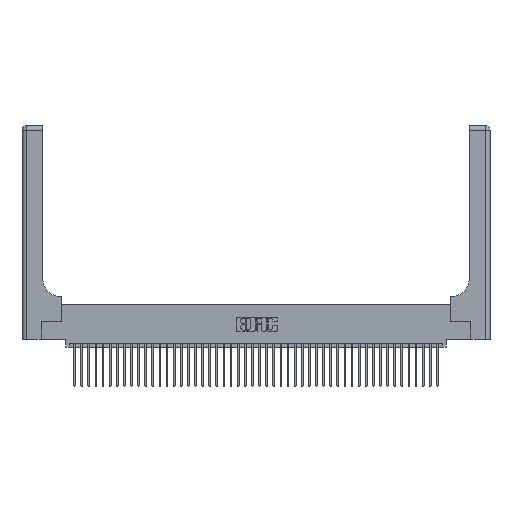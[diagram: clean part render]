
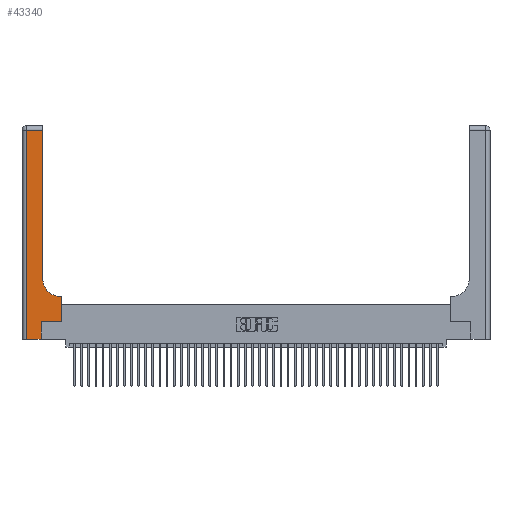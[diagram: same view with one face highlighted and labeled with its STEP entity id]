
A CAD part, top view. The second image highlights one B-rep face of the part: STEP entity #43340.
In plain terms, the highlighted planar face has unit normal (0, 0, 1).
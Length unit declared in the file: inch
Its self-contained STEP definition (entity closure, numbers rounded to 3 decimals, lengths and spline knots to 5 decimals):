
#564 = LINE ( 'NONE', #35436, #43961 ) ;
#1392 = FACE_OUTER_BOUND ( 'NONE', #6273, .T. ) ;
#2460 = CARTESIAN_POINT ( 'NONE',  ( 0.5415, 0.85, 0.37 ) ) ;
#2646 = EDGE_CURVE ( 'NONE', #17233, #32662, #24601, .T. ) ;
#3700 = ORIENTED_EDGE ( 'NONE', *, *, #23061, .T. ) ;
#3828 = VERTEX_POINT ( 'NONE', #42920 ) ;
#4205 = LINE ( 'NONE', #41733, #39990 ) ;
#4293 = VERTEX_POINT ( 'NONE', #26725 ) ;
#4343 = CARTESIAN_POINT ( 'NONE',  ( 0.269, 0., 0.37 ) ) ;
#4738 = CARTESIAN_POINT ( 'NONE',  ( 0.2915, 2.94, 0.37 ) ) ;
#5085 = EDGE_CURVE ( 'NONE', #32662, #35142, #26679, .T. ) ;
#5942 = DIRECTION ( 'NONE',  ( 1., 0., 0. ) ) ;
#6232 = VECTOR ( 'NONE', #11590, 39.37008 ) ;
#6273 = EDGE_LOOP ( 'NONE', ( #9139, #22144, #14566, #33977, #18710, #24682, #3700, #16651, #6977 ) ) ;
#6415 = CARTESIAN_POINT ( 'NONE',  ( 0.06, 0., 0.37 ) ) ;
#6661 = DIRECTION ( 'NONE',  ( 0., -1., 0. ) ) ;
#6698 = PLANE ( 'NONE',  #20968 ) ;
#6977 = ORIENTED_EDGE ( 'NONE', *, *, #26260, .T. ) ;
#7345 = LINE ( 'NONE', #37553, #41992 ) ;
#8320 = VERTEX_POINT ( 'NONE', #6415 ) ;
#8624 = VERTEX_POINT ( 'NONE', #20338 ) ;
#9129 = CARTESIAN_POINT ( 'NONE',  ( 0.2915, 3., 0.37 ) ) ;
#9139 = ORIENTED_EDGE ( 'NONE', *, *, #41276, .T. ) ;
#11177 = LINE ( 'NONE', #9129, #36744 ) ;
#11590 = DIRECTION ( 'NONE',  ( 0., 1., 0. ) ) ;
#12828 = CARTESIAN_POINT ( 'NONE',  ( 0.06, 2.94, 0.37 ) ) ;
#13531 = CARTESIAN_POINT ( 'NONE',  ( 0., 2.94, 0.37 ) ) ;
#13637 = DIRECTION ( 'NONE',  ( 0., 0., -1. ) ) ;
#14566 = ORIENTED_EDGE ( 'NONE', *, *, #39947, .T. ) ;
#16651 = ORIENTED_EDGE ( 'NONE', *, *, #31210, .T. ) ;
#17233 = VERTEX_POINT ( 'NONE', #26449 ) ;
#17449 = DIRECTION ( 'NONE',  ( -1., 0., 0. ) ) ;
#18432 = DIRECTION ( 'NONE',  ( 0., 1., 0. ) ) ;
#18503 = CARTESIAN_POINT ( 'NONE',  ( 0.269, 0.25, 0.37 ) ) ;
#18710 = ORIENTED_EDGE ( 'NONE', *, *, #2646, .T. ) ;
#20297 = VECTOR ( 'NONE', #17449, 39.37008 ) ;
#20338 = CARTESIAN_POINT ( 'NONE',  ( 0.2915, 0.85, 0.37 ) ) ;
#20589 = AXIS2_PLACEMENT_3D ( 'NONE', #2460, #26695, #5942 ) ;
#20968 = AXIS2_PLACEMENT_3D ( 'NONE', #23790, #13637, #27435 ) ;
#22144 = ORIENTED_EDGE ( 'NONE', *, *, #24738, .T. ) ;
#22546 = CARTESIAN_POINT ( 'NONE',  ( 0.5585, 0.25, 0.37 ) ) ;
#23061 = EDGE_CURVE ( 'NONE', #35142, #3828, #564, .T. ) ;
#23125 = EDGE_CURVE ( 'NONE', #8320, #17233, #24946, .T. ) ;
#23427 = DIRECTION ( 'NONE',  ( -1., 0., 0. ) ) ;
#23790 = CARTESIAN_POINT ( 'NONE',  ( 0., 3., 0.37 ) ) ;
#24601 = LINE ( 'NONE', #4343, #6232 ) ;
#24682 = ORIENTED_EDGE ( 'NONE', *, *, #5085, .T. ) ;
#24738 = EDGE_CURVE ( 'NONE', #30203, #35411, #38347, .T. ) ;
#24946 = LINE ( 'NONE', #44249, #32582 ) ;
#26260 = EDGE_CURVE ( 'NONE', #4293, #8624, #29063, .T. ) ;
#26449 = CARTESIAN_POINT ( 'NONE',  ( 0.269, 0., 0.37 ) ) ;
#26679 = LINE ( 'NONE', #44162, #38041 ) ;
#26695 = DIRECTION ( 'NONE',  ( 0., 0., -1. ) ) ;
#26725 = CARTESIAN_POINT ( 'NONE',  ( 0.5415, 0.6, 0.37 ) ) ;
#27435 = DIRECTION ( 'NONE',  ( -1., 0., 0. ) ) ;
#29063 = CIRCLE ( 'NONE', #20589, 0.25 ) ;
#30203 = VERTEX_POINT ( 'NONE', #4738 ) ;
#31210 = EDGE_CURVE ( 'NONE', #3828, #4293, #7345, .T. ) ;
#32582 = VECTOR ( 'NONE', #36888, 39.37008 ) ;
#32662 = VERTEX_POINT ( 'NONE', #18503 ) ;
#33376 = DIRECTION ( 'NONE',  ( 0., 1., 0. ) ) ;
#33977 = ORIENTED_EDGE ( 'NONE', *, *, #23125, .T. ) ;
#34197 = DIRECTION ( 'NONE',  ( 1., 0., 0. ) ) ;
#35142 = VERTEX_POINT ( 'NONE', #22546 ) ;
#35411 = VERTEX_POINT ( 'NONE', #12828 ) ;
#35436 = CARTESIAN_POINT ( 'NONE',  ( 0.5585, 0.25, 0.37 ) ) ;
#36744 = VECTOR ( 'NONE', #33376, 39.37008 ) ;
#36888 = DIRECTION ( 'NONE',  ( 1., 0., 0. ) ) ;
#37553 = CARTESIAN_POINT ( 'NONE',  ( 0.2915, 0.6, 0.37 ) ) ;
#38041 = VECTOR ( 'NONE', #34197, 39.37008 ) ;
#38347 = LINE ( 'NONE', #13531, #20297 ) ;
#39947 = EDGE_CURVE ( 'NONE', #35411, #8320, #4205, .T. ) ;
#39990 = VECTOR ( 'NONE', #6661, 39.37008 ) ;
#41276 = EDGE_CURVE ( 'NONE', #8624, #30203, #11177, .T. ) ;
#41733 = CARTESIAN_POINT ( 'NONE',  ( 0.06, 3., 0.37 ) ) ;
#41992 = VECTOR ( 'NONE', #23427, 39.37008 ) ;
#42920 = CARTESIAN_POINT ( 'NONE',  ( 0.5585, 0.6, 0.37 ) ) ;
#43340 = ADVANCED_FACE ( 'NONE', ( #1392 ), #6698, .F. ) ;
#43961 = VECTOR ( 'NONE', #18432, 39.37008 ) ;
#44162 = CARTESIAN_POINT ( 'NONE',  ( 0.269, 0.25, 0.37 ) ) ;
#44249 = CARTESIAN_POINT ( 'NONE',  ( 0., 0., 0.37 ) ) ;
